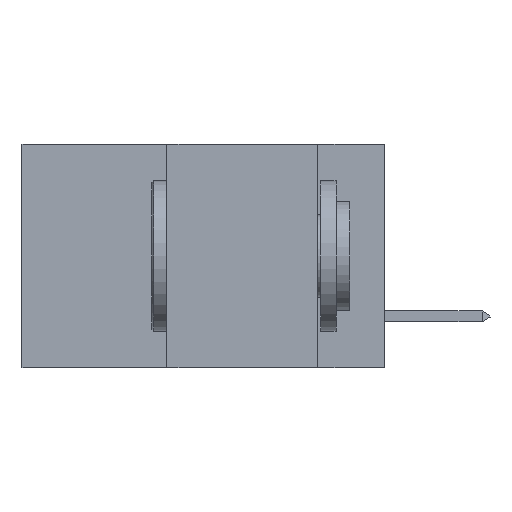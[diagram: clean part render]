
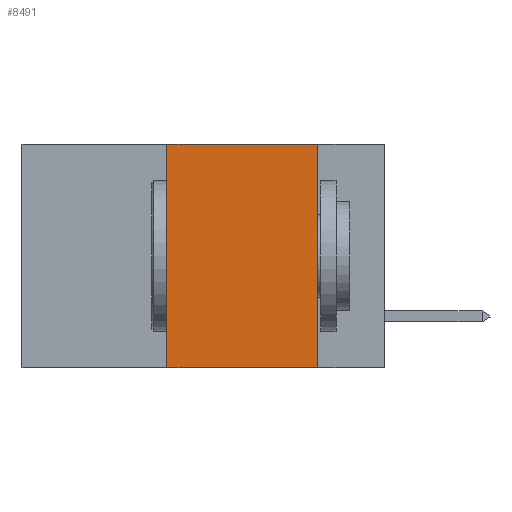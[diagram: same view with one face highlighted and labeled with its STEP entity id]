
A CAD part, left-side view. The second image highlights one B-rep face of the part: STEP entity #8491.
In plain terms, the highlighted planar face has unit normal (-1, 0, 0).
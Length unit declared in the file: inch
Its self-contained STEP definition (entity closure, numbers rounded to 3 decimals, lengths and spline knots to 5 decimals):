
#264 = VERTEX_POINT ( 'NONE', #23087 ) ;
#556 = DIRECTION ( 'NONE',  ( 0., -1., 0. ) ) ;
#1573 = EDGE_CURVE ( 'NONE', #23773, #25195, #2811, .T. ) ;
#2293 = CARTESIAN_POINT ( 'NONE',  ( 0., 0.6, 0. ) ) ;
#2811 = LINE ( 'NONE', #12241, #13888 ) ;
#3607 = DIRECTION ( 'NONE',  ( 0., -1., 0. ) ) ;
#3888 = EDGE_CURVE ( 'NONE', #264, #14870, #17839, .T. ) ;
#6291 = EDGE_CURVE ( 'NONE', #23773, #264, #18632, .T. ) ;
#6571 = VECTOR ( 'NONE', #15066, 39.37008 ) ;
#6842 = EDGE_CURVE ( 'NONE', #14870, #25195, #15249, .T. ) ;
#6921 = ORIENTED_EDGE ( 'NONE', *, *, #6842, .F. ) ;
#7745 = FACE_OUTER_BOUND ( 'NONE', #12411, .T. ) ;
#8234 = DIRECTION ( 'NONE',  ( 0., 0., -1. ) ) ;
#8491 = ADVANCED_FACE ( 'NONE', ( #7745 ), #20278, .F. ) ;
#8579 = VECTOR ( 'NONE', #3607, 39.37008 ) ;
#11101 = CARTESIAN_POINT ( 'NONE',  ( 0., 0.11, 0. ) ) ;
#12241 = CARTESIAN_POINT ( 'NONE',  ( 0., 0.6, -0.37 ) ) ;
#12411 = EDGE_LOOP ( 'NONE', ( #6921, #21451, #16069, #16814 ) ) ;
#13888 = VECTOR ( 'NONE', #556, 39.37008 ) ;
#14870 = VERTEX_POINT ( 'NONE', #25259 ) ;
#15066 = DIRECTION ( 'NONE',  ( 0., 0., -1. ) ) ;
#15249 = LINE ( 'NONE', #11101, #6571 ) ;
#16069 = ORIENTED_EDGE ( 'NONE', *, *, #6291, .F. ) ;
#16383 = DIRECTION ( 'NONE',  ( 0., 0., 1. ) ) ;
#16814 = ORIENTED_EDGE ( 'NONE', *, *, #1573, .T. ) ;
#17411 = CARTESIAN_POINT ( 'NONE',  ( 0., 0.6, 0. ) ) ;
#17839 = LINE ( 'NONE', #17411, #8579 ) ;
#18632 = LINE ( 'NONE', #22421, #24565 ) ;
#18749 = CARTESIAN_POINT ( 'NONE',  ( 0., 0.36, -0.37 ) ) ;
#20278 = PLANE ( 'NONE',  #20542 ) ;
#20542 = AXIS2_PLACEMENT_3D ( 'NONE', #2293, #24183, #8234 ) ;
#21451 = ORIENTED_EDGE ( 'NONE', *, *, #3888, .F. ) ;
#22421 = CARTESIAN_POINT ( 'NONE',  ( 0., 0.36, 0. ) ) ;
#23087 = CARTESIAN_POINT ( 'NONE',  ( 0., 0.36, 0. ) ) ;
#23447 = CARTESIAN_POINT ( 'NONE',  ( 0., 0.11, -0.37 ) ) ;
#23773 = VERTEX_POINT ( 'NONE', #18749 ) ;
#24183 = DIRECTION ( 'NONE',  ( 1., 0., 0. ) ) ;
#24565 = VECTOR ( 'NONE', #16383, 39.37008 ) ;
#25195 = VERTEX_POINT ( 'NONE', #23447 ) ;
#25259 = CARTESIAN_POINT ( 'NONE',  ( 0., 0.11, 0. ) ) ;
